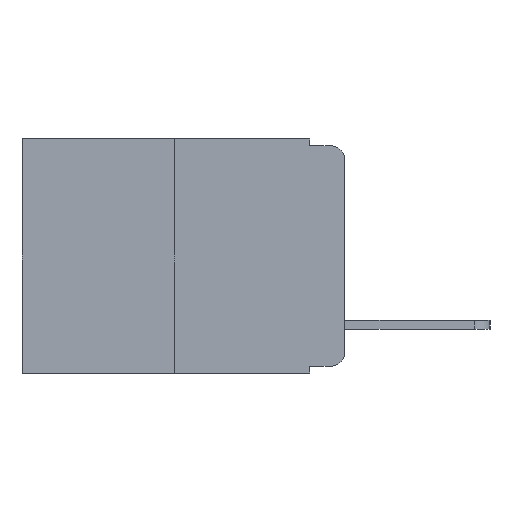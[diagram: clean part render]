
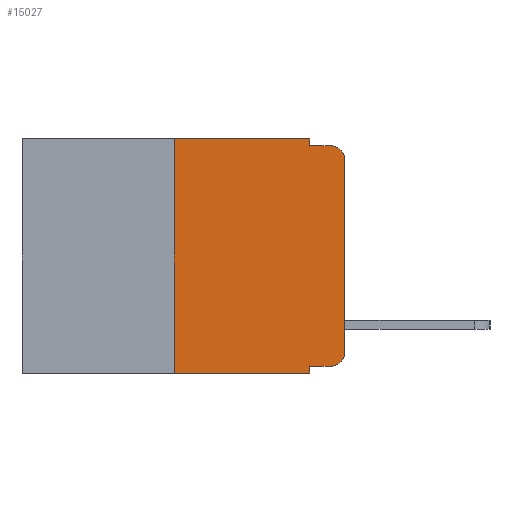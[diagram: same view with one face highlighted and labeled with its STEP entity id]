
A CAD part, left-side view. The second image highlights one B-rep face of the part: STEP entity #15027.
In plain terms, the highlighted planar face has unit normal (-1, 0, 0).
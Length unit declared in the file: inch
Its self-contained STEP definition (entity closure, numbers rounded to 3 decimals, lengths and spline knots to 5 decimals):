
#7 = DIRECTION ( 'NONE',  ( 0., 0., -1. ) ) ;
#566 = CARTESIAN_POINT ( 'NONE',  ( 0., 0.051, -0.01 ) ) ;
#1041 = CARTESIAN_POINT ( 'NONE',  ( 0., 0.02, -0.333 ) ) ;
#1425 = CARTESIAN_POINT ( 'NONE',  ( 0., 0.25, 0. ) ) ;
#1492 = VERTEX_POINT ( 'NONE', #5411 ) ;
#1694 = VECTOR ( 'NONE', #14201, 39.37008 ) ;
#1765 = CARTESIAN_POINT ( 'NONE',  ( 0., 0., -0.313 ) ) ;
#1815 = DIRECTION ( 'NONE',  ( 0., -1., 0. ) ) ;
#1821 = VECTOR ( 'NONE', #9907, 39.37008 ) ;
#2211 = DIRECTION ( 'NONE',  ( -1., 0., 0. ) ) ;
#2263 = LINE ( 'NONE', #7462, #2925 ) ;
#2322 = CARTESIAN_POINT ( 'NONE',  ( 0., 0.051, -0.333 ) ) ;
#2622 = CARTESIAN_POINT ( 'NONE',  ( 0., 0.02, -0.01 ) ) ;
#2699 = ORIENTED_EDGE ( 'NONE', *, *, #8919, .T. ) ;
#2925 = VECTOR ( 'NONE', #3616, 39.37008 ) ;
#3353 = LINE ( 'NONE', #4615, #13218 ) ;
#3443 = ORIENTED_EDGE ( 'NONE', *, *, #13962, .F. ) ;
#3606 = ORIENTED_EDGE ( 'NONE', *, *, #16687, .T. ) ;
#3616 = DIRECTION ( 'NONE',  ( 0., 0., -1. ) ) ;
#3943 = CARTESIAN_POINT ( 'NONE',  ( 0., 0.25, -0.343 ) ) ;
#4110 = EDGE_LOOP ( 'NONE', ( #2699, #6473, #12255, #13912, #14764, #3443, #14762, #12886, #3606, #9999 ) ) ;
#4278 = VERTEX_POINT ( 'NONE', #3943 ) ;
#4382 = CIRCLE ( 'NONE', #13096, 0.02 ) ;
#4615 = CARTESIAN_POINT ( 'NONE',  ( 0., 0., 0. ) ) ;
#4657 = VERTEX_POINT ( 'NONE', #10059 ) ;
#4755 = CARTESIAN_POINT ( 'NONE',  ( 0., 0.02, -0.313 ) ) ;
#5302 = VERTEX_POINT ( 'NONE', #6861 ) ;
#5411 = CARTESIAN_POINT ( 'NONE',  ( 0., 0.051, 0. ) ) ;
#5413 = VECTOR ( 'NONE', #7, 39.37008 ) ;
#5970 = LINE ( 'NONE', #11179, #1821 ) ;
#6031 = VERTEX_POINT ( 'NONE', #7766 ) ;
#6199 = VECTOR ( 'NONE', #8586, 39.37008 ) ;
#6473 = ORIENTED_EDGE ( 'NONE', *, *, #14074, .T. ) ;
#6742 = LINE ( 'NONE', #11958, #5413 ) ;
#6861 = CARTESIAN_POINT ( 'NONE',  ( 0., 0., -0.03 ) ) ;
#7017 = VERTEX_POINT ( 'NONE', #1765 ) ;
#7413 = DIRECTION ( 'NONE',  ( 0., 0., -1. ) ) ;
#7462 = CARTESIAN_POINT ( 'NONE',  ( 0., 0.051, 0. ) ) ;
#7592 = CIRCLE ( 'NONE', #13868, 0.02 ) ;
#7766 = CARTESIAN_POINT ( 'NONE',  ( 0., 0.051, -0.333 ) ) ;
#8283 = CARTESIAN_POINT ( 'NONE',  ( 0., 0.473, -0.343 ) ) ;
#8305 = DIRECTION ( 'NONE',  ( 0., 0., -1. ) ) ;
#8586 = DIRECTION ( 'NONE',  ( 0., -1., 0. ) ) ;
#8637 = DIRECTION ( 'NONE',  ( 0., 0., 1. ) ) ;
#8643 = CARTESIAN_POINT ( 'NONE',  ( 0., 0.02, -0.03 ) ) ;
#8749 = CARTESIAN_POINT ( 'NONE',  ( 0., 0.051, -0.01 ) ) ;
#8919 = EDGE_CURVE ( 'NONE', #7017, #5302, #3353, .T. ) ;
#9807 = AXIS2_PLACEMENT_3D ( 'NONE', #12587, #11467, #10032 ) ;
#9907 = DIRECTION ( 'NONE',  ( 0., -1., 0. ) ) ;
#9999 = ORIENTED_EDGE ( 'NONE', *, *, #15753, .T. ) ;
#10032 = DIRECTION ( 'NONE',  ( 0., 0., -1. ) ) ;
#10059 = CARTESIAN_POINT ( 'NONE',  ( 0., 0.25, 0. ) ) ;
#10996 = VERTEX_POINT ( 'NONE', #15921 ) ;
#11142 = VERTEX_POINT ( 'NONE', #1041 ) ;
#11179 = CARTESIAN_POINT ( 'NONE',  ( 0., 0.473, 0. ) ) ;
#11304 = LINE ( 'NONE', #566, #6199 ) ;
#11467 = DIRECTION ( 'NONE',  ( 1., 0., 0. ) ) ;
#11546 = EDGE_CURVE ( 'NONE', #4657, #1492, #5970, .T. ) ;
#11958 = CARTESIAN_POINT ( 'NONE',  ( 0., 0.051, 0. ) ) ;
#12134 = LINE ( 'NONE', #1425, #13052 ) ;
#12255 = ORIENTED_EDGE ( 'NONE', *, *, #13676, .F. ) ;
#12475 = EDGE_CURVE ( 'NONE', #6031, #10996, #2263, .T. ) ;
#12587 = CARTESIAN_POINT ( 'NONE',  ( 0., 0.473, 0. ) ) ;
#12680 = EDGE_CURVE ( 'NONE', #4278, #10996, #14791, .T. ) ;
#12886 = ORIENTED_EDGE ( 'NONE', *, *, #12475, .F. ) ;
#13052 = VECTOR ( 'NONE', #14559, 39.37008 ) ;
#13096 = AXIS2_PLACEMENT_3D ( 'NONE', #4755, #2211, #7413 ) ;
#13218 = VECTOR ( 'NONE', #8637, 39.37008 ) ;
#13367 = VERTEX_POINT ( 'NONE', #2622 ) ;
#13676 = EDGE_CURVE ( 'NONE', #14898, #13367, #11304, .T. ) ;
#13868 = AXIS2_PLACEMENT_3D ( 'NONE', #8643, #14977, #8305 ) ;
#13886 = PLANE ( 'NONE',  #9807 ) ;
#13912 = ORIENTED_EDGE ( 'NONE', *, *, #14313, .F. ) ;
#13962 = EDGE_CURVE ( 'NONE', #4278, #4657, #12134, .T. ) ;
#14024 = LINE ( 'NONE', #2322, #1694 ) ;
#14074 = EDGE_CURVE ( 'NONE', #5302, #13367, #7592, .T. ) ;
#14201 = DIRECTION ( 'NONE',  ( 0., -1., 0. ) ) ;
#14313 = EDGE_CURVE ( 'NONE', #1492, #14898, #6742, .T. ) ;
#14559 = DIRECTION ( 'NONE',  ( 0., 0., 1. ) ) ;
#14762 = ORIENTED_EDGE ( 'NONE', *, *, #12680, .T. ) ;
#14764 = ORIENTED_EDGE ( 'NONE', *, *, #11546, .F. ) ;
#14791 = LINE ( 'NONE', #8283, #16849 ) ;
#14898 = VERTEX_POINT ( 'NONE', #8749 ) ;
#14977 = DIRECTION ( 'NONE',  ( -1., 0., 0. ) ) ;
#15027 = ADVANCED_FACE ( 'NONE', ( #15333 ), #13886, .F. ) ;
#15333 = FACE_OUTER_BOUND ( 'NONE', #4110, .T. ) ;
#15753 = EDGE_CURVE ( 'NONE', #11142, #7017, #4382, .T. ) ;
#15921 = CARTESIAN_POINT ( 'NONE',  ( 0., 0.051, -0.343 ) ) ;
#16687 = EDGE_CURVE ( 'NONE', #6031, #11142, #14024, .T. ) ;
#16849 = VECTOR ( 'NONE', #1815, 39.37008 ) ;
